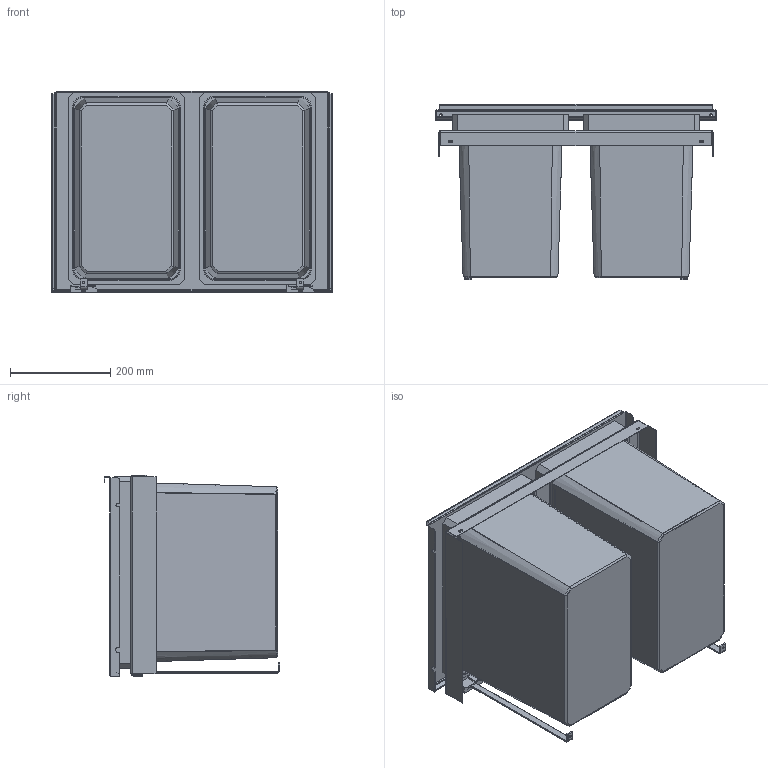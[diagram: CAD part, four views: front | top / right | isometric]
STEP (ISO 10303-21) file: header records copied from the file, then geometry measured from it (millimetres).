
FILE_DESCRIPTION(('STEP AP214'),'1');
FILE_NAME('8013424_V Cox Stand-UP 350 S_600-2.STP','2024-08-19T08:43:16',(' '),(' '),'Spatial InterOp 3D',' ',' ');
FILE_SCHEMA(('AUTOMOTIVE_DESIGN { 1 0 10303 214 1 1 1 1 }'));
Length unit declared in the file: millimetre
Products named in the file (1): 3D-Objekt
Bounding box: 560 x 350.3 x 402 mm (x, y, z)
Volume: 3086686.9 mm3; surface area: 2553076 mm2
Topology: 8 solids, 8 shells, 548 faces, 1352 edges, 820 vertices
Faces by surface type: plane 334, cylinder 102, cone 48, torus 40, bspline 16, extrusion 8
Entity records: 16750 total; most frequent: CARTESIAN_POINT 3712, ORIENTED_EDGE 2704, DIRECTION 2628, EDGE_CURVE 1352, VECTOR 948, LINE 940, AXIS2_PLACEMENT_3D 840, VERTEX_POINT 820
